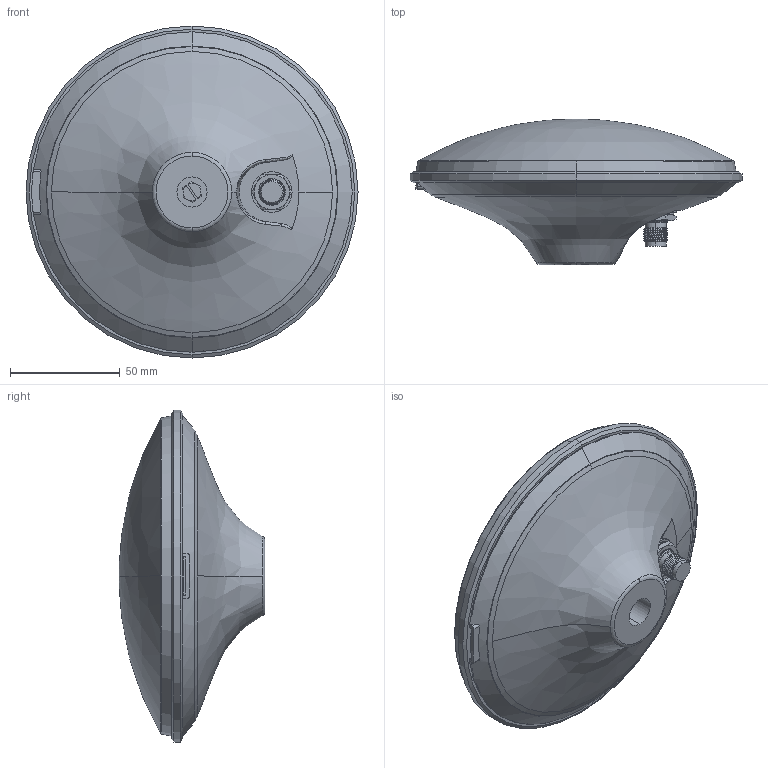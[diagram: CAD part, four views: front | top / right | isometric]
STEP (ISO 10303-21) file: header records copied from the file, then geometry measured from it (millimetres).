
FILE_DESCRIPTION (( 'STEP AP214' ), '1' );
FILE_NAME ('AS-ANT3B-CAL-L1256-SMATNC-01.STEP', '2022-03-03T07:41:00', ( '' ), ( '' ), 'SwSTEP 2.0', 'SolidWorks 2020', '' );
FILE_SCHEMA (( 'AUTOMOTIVE_DESIGN' ));
Length unit declared in the file: millimetre
Products named in the file (1): AS-ANT3B-CAL-L1256-SMATNC-01
Bounding box: 151.5 x 66.5 x 151.5 mm (x, y, z)
Volume: 556666 mm3; surface area: 49281.7 mm2
Topology: 1 solids, 2 shells, 320 faces, 937 edges, 602 vertices
Faces by surface type: cylinder 100, plane 75, bspline 74, cone 65, torus 6
Entity records: 28561 total; most frequent: CARTESIAN_POINT 21144, ORIENTED_EDGE 1870, DIRECTION 1181, EDGE_CURVE 935, VERTEX_POINT 602, AXIS2_PLACEMENT_3D 469, EDGE_LOOP 345, B_SPLINE_CURVE_WITH_KNOTS 340
